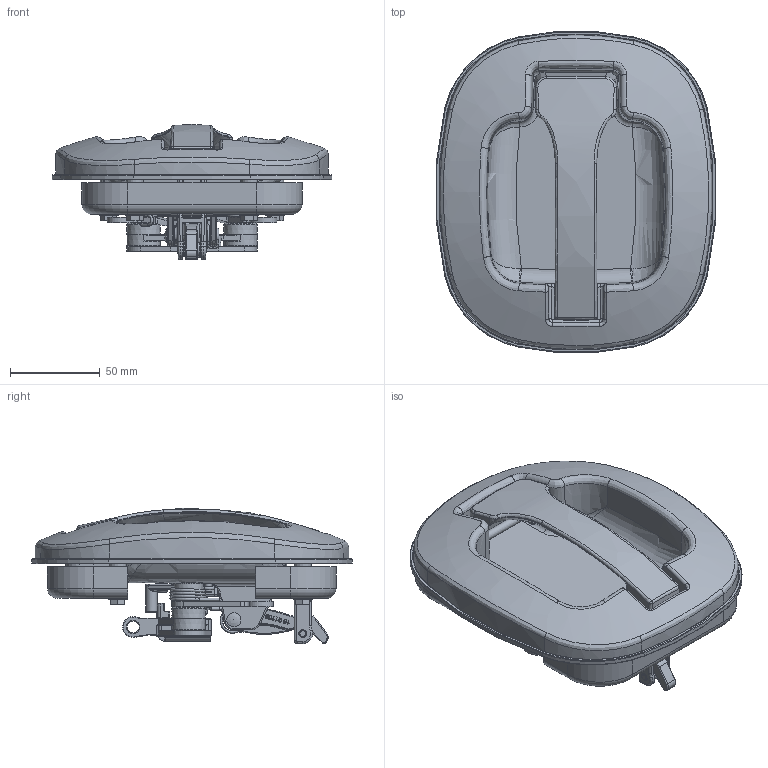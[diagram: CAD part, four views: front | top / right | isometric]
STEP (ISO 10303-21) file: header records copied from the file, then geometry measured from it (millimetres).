
FILE_DESCRIPTION(/* description */ ('NON LOCKING HANDLE ASSEMBLY WITH MOLDED GASKET AND INSIDE RELEASE'),/* implementation_level */ '2;1');
FILE_NAME(/* name */ '10-21101-C.stp',/* time_stamp */ '2023-12-14T10:09:10-05:00',/* author */ ('dtinay'),/* organization */ ('Eberhard Manufacturing Company'),/* preprocessor_version */ 'ST-DEVELOPER v20',/* originating_system */ 'Autodesk Inventor 2024',/* authorisation */ '');
FILE_SCHEMA (('AUTOMOTIVE_DESIGN { 1 0 10303 214 3 1 1 }'));
Products named in the file (29): 10-21101-C; 10-21101-1; 10-21100-4; 21100-19 ; 21100-17 ASSEMBLED; 10-21101-52; 10-21101-2; 9-31100-74SS ASSEMBLED; 9-31100-73SS; 21100-18; 21100-11; 9-31101-5; 10-21100-39; 21100-9; 46-4972-23; 46-4972-22SS; 10-21100-3; 21100-22 ASSEMBLED; 1-21100-6; 21100-7; 21100-31; 21100-23; 21100-24; 10-21100-36; 10-21100-38S; 10-21100-37S; 10-21100-15C; 10-21100-SS48; 21100-49
Assembly tree (34 placements, depth 3):
  10-21101-C
    10-21101-1
    10-21100-4
    21100-19 
    21100-17 ASSEMBLED
    10-21101-52
      10-21101-2
      9-31100-74SS ASSEMBLED
      9-31100-73SS
    21100-18
    21100-11
    9-31101-5
    10-21100-39  x2
    21100-9
    46-4972-23  x2
    46-4972-22SS
    10-21100-3  x2
    21100-22 ASSEMBLED
    1-21100-6
    21100-7
    21100-31  x4
      21100-23
      21100-24
    10-21100-36
    10-21100-38S
    10-21100-37S
    10-21100-15C
    10-21100-SS48
    21100-49
Bounding box: 155.51 x 178.52 x 75.16 mm (x, y, z)
Volume: 227360.8 mm3; surface area: 203393.4 mm2
Topology: 35 solids, 35 shells, 3434 faces, 8638 edges, 5302 vertices
Faces by surface type: plane 996, cylinder 911, bspline 676, torus 425, cone 359, sphere 67
Full cylindrical faces by diameter (mm): 1.295 x6, 1.626 x4, 3.175 x2, 3.238 x1, 3.451 x96, 3.48 x1, 3.658 x1, 3.969 x1, 4.305 x1, 4.343 x4, 4.366 x1, 4.699 x1, 4.762 x1, 4.803 x96, 4.826 x4, 4.915 x1, 4.917 x2, 4.94 x2, 4.953 x4, 5.159 x1, 5.715 x4, 6 x2, 6.35 x2, 6.731 x7, 7.925 x2, 7.938 x1, 7.95 x4, 8.128 x1, 9.525 x4, 9.843 x1
Entity records: 106797 total; most frequent: CARTESIAN_POINT 39422, ORIENTED_EDGE 14538, DIRECTION 12821, EDGE_CURVE 7269, AXIS2_PLACEMENT_3D 4908, VERTEX_POINT 4537, EDGE_LOOP 3061, LINE 3005
